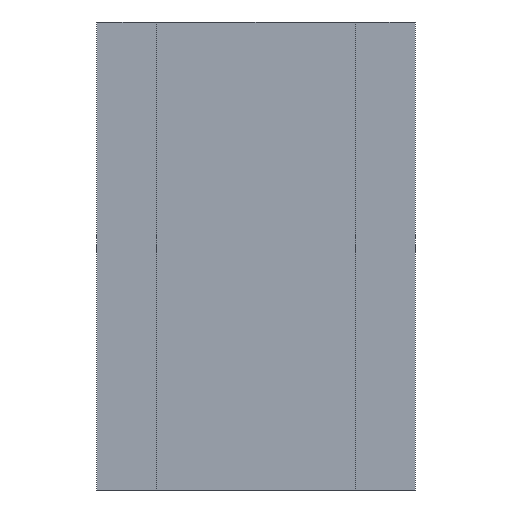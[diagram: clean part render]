
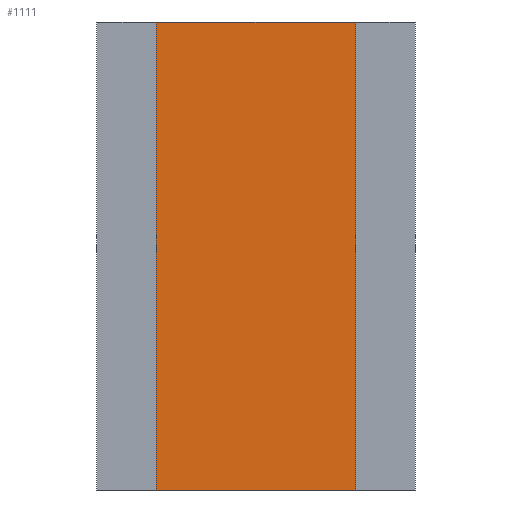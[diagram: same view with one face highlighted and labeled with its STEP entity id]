
A CAD part, front view. The second image highlights one B-rep face of the part: STEP entity #1111.
In plain terms, the highlighted planar face has unit normal (0, -1, 0).
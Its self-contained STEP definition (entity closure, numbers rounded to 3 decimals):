
#41 = VERTEX_POINT ( 'NONE', #3314 ) ;
#76 = CARTESIAN_POINT ( 'NONE',  ( 0., 0., -4.7 ) ) ;
#81 = VECTOR ( 'NONE', #875, 1000. ) ;
#266 = DIRECTION ( 'NONE',  ( 0., 0., -1. ) ) ;
#281 = FACE_OUTER_BOUND ( 'NONE', #938, .T. ) ;
#392 = VECTOR ( 'NONE', #738, 1000. ) ;
#402 = DIRECTION ( 'NONE',  ( 0., 0., 1. ) ) ;
#452 = CARTESIAN_POINT ( 'NONE',  ( 0., 0., 0. ) ) ;
#513 = EDGE_CURVE ( 'NONE', #2076, #2811, #719, .T. ) ;
#552 = CARTESIAN_POINT ( 'NONE',  ( 3.117, 0., -4.7 ) ) ;
#685 = LINE ( 'NONE', #1763, #2408 ) ;
#719 = LINE ( 'NONE', #452, #392 ) ;
#738 = DIRECTION ( 'NONE',  ( 1., 0., 0. ) ) ;
#816 = CARTESIAN_POINT ( 'NONE',  ( 3.117, 0., 0. ) ) ;
#875 = DIRECTION ( 'NONE',  ( 0., 0., 1. ) ) ;
#896 = DIRECTION ( 'NONE',  ( 1., 0., 0. ) ) ;
#938 = EDGE_LOOP ( 'NONE', ( #3272, #1200, #1530, #1835 ) ) ;
#1111 = ADVANCED_FACE ( 'NONE', ( #281 ), #2404, .T. ) ;
#1200 = ORIENTED_EDGE ( 'NONE', *, *, #2852, .F. ) ;
#1242 = AXIS2_PLACEMENT_3D ( 'NONE', #3492, #1611, #266 ) ;
#1316 = CARTESIAN_POINT ( 'NONE',  ( 3.117, 0., -4.7 ) ) ;
#1433 = VERTEX_POINT ( 'NONE', #1316 ) ;
#1530 = ORIENTED_EDGE ( 'NONE', *, *, #2192, .T. ) ;
#1611 = DIRECTION ( 'NONE',  ( 0., -1., 0. ) ) ;
#1763 = CARTESIAN_POINT ( 'NONE',  ( 0., 0., -4.7 ) ) ;
#1835 = ORIENTED_EDGE ( 'NONE', *, *, #2468, .T. ) ;
#1913 = LINE ( 'NONE', #552, #81 ) ;
#1976 = LINE ( 'NONE', #76, #2824 ) ;
#2076 = VERTEX_POINT ( 'NONE', #2370 ) ;
#2192 = EDGE_CURVE ( 'NONE', #41, #1433, #1976, .T. ) ;
#2370 = CARTESIAN_POINT ( 'NONE',  ( 0., 0., 0. ) ) ;
#2404 = PLANE ( 'NONE',  #1242 ) ;
#2408 = VECTOR ( 'NONE', #402, 1000. ) ;
#2468 = EDGE_CURVE ( 'NONE', #1433, #2811, #1913, .T. ) ;
#2811 = VERTEX_POINT ( 'NONE', #816 ) ;
#2824 = VECTOR ( 'NONE', #896, 1000. ) ;
#2852 = EDGE_CURVE ( 'NONE', #41, #2076, #685, .T. ) ;
#3272 = ORIENTED_EDGE ( 'NONE', *, *, #513, .F. ) ;
#3314 = CARTESIAN_POINT ( 'NONE',  ( 0., 0., -4.7 ) ) ;
#3492 = CARTESIAN_POINT ( 'NONE',  ( 0., 0., -4.7 ) ) ;
